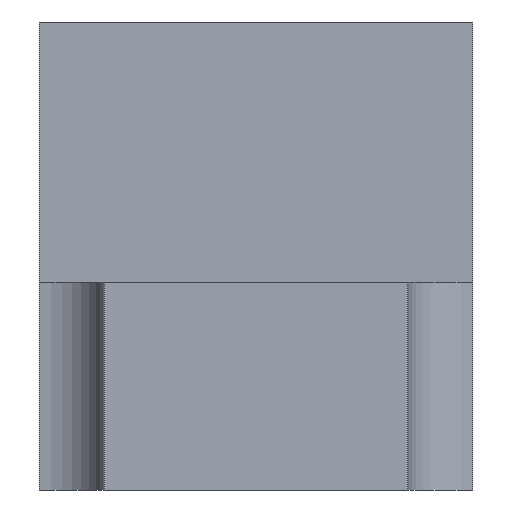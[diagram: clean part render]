
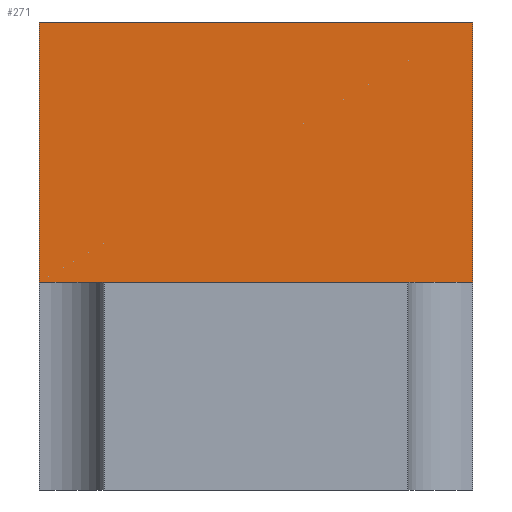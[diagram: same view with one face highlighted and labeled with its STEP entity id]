
A CAD part, left-side view. The second image highlights one B-rep face of the part: STEP entity #271.
In plain terms, the highlighted planar face has unit normal (-1, 0, 0).
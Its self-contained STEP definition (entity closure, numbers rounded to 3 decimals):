
#23=PLANE('',#310);
#39=FACE_OUTER_BOUND('',#55,.T.);
#55=EDGE_LOOP('',(#233,#234,#235,#236));
#77=LINE('',#448,#105);
#78=LINE('',#450,#106);
#79=LINE('',#452,#107);
#80=LINE('',#453,#108);
#105=VECTOR('',#372,10.);
#106=VECTOR('',#373,10.);
#107=VECTOR('',#374,10.);
#108=VECTOR('',#375,10.);
#141=VERTEX_POINT('',#446);
#142=VERTEX_POINT('',#447);
#143=VERTEX_POINT('',#449);
#144=VERTEX_POINT('',#451);
#173=EDGE_CURVE('',#141,#142,#77,.T.);
#174=EDGE_CURVE('',#141,#143,#78,.T.);
#175=EDGE_CURVE('',#144,#143,#79,.T.);
#176=EDGE_CURVE('',#142,#144,#80,.T.);
#233=ORIENTED_EDGE('',*,*,#173,.F.);
#234=ORIENTED_EDGE('',*,*,#174,.T.);
#235=ORIENTED_EDGE('',*,*,#175,.F.);
#236=ORIENTED_EDGE('',*,*,#176,.F.);
#271=ADVANCED_FACE('',(#39),#23,.T.);
#310=AXIS2_PLACEMENT_3D('',#445,#370,#371);
#370=DIRECTION('center_axis',(-1.,0.,0.));
#371=DIRECTION('ref_axis',(0.,-1.,0.));
#372=DIRECTION('',(0.,1.,0.));
#373=DIRECTION('',(0.,0.,1.));
#374=DIRECTION('',(0.,-1.,0.));
#375=DIRECTION('',(0.,0.,1.));
#445=CARTESIAN_POINT('Origin',(-1.,0.5,0.48));
#446=CARTESIAN_POINT('',(-1.,-0.5,0.48));
#447=CARTESIAN_POINT('',(-1.,0.5,0.48));
#448=CARTESIAN_POINT('',(-1.,-0.5,0.48));
#449=CARTESIAN_POINT('',(-1.,-0.5,1.08));
#450=CARTESIAN_POINT('',(-1.,-0.5,0.48));
#451=CARTESIAN_POINT('',(-1.,0.5,1.08));
#452=CARTESIAN_POINT('',(-1.,-0.5,1.08));
#453=CARTESIAN_POINT('',(-1.,0.5,0.48));
